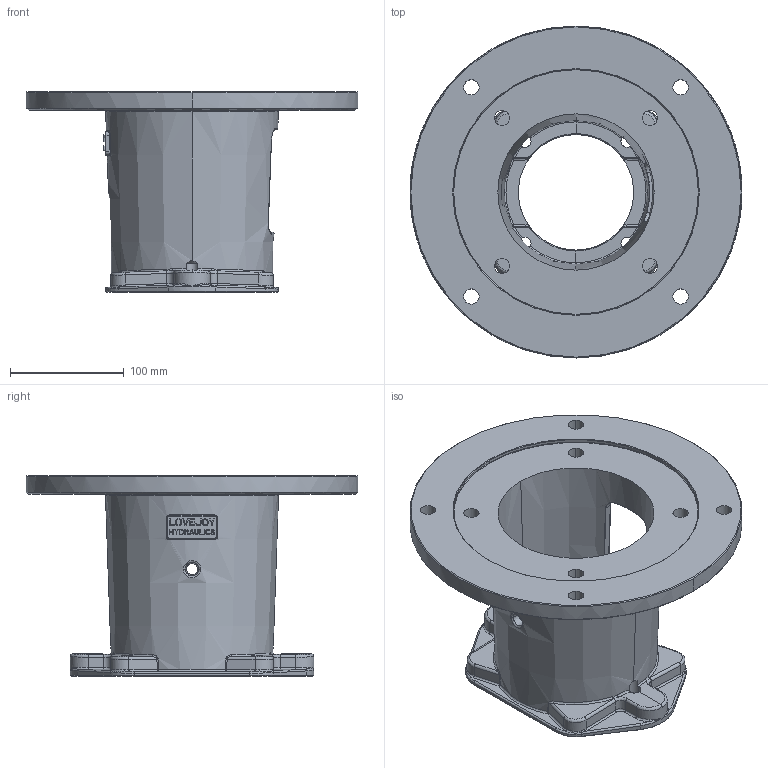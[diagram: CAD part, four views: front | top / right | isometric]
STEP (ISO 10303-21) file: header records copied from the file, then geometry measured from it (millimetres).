
FILE_DESCRIPTION((''),'2;1');
FILE_NAME('84527105228_ASM','2013-04-26T',('ppetruska'),(''),'PRO/ENGINEER BY PARAMETRIC TECHNOLOGY CORPORATION, 2012480','PRO/ENGINEER BY PARAMETRIC TECHNOLOGY CORPORATION, 2012480','');
FILE_SCHEMA(('CONFIG_CONTROL_DESIGN'));
Length unit declared in the file: inch
Products named in the file (3): 84527106042_AF1; 84527106050_AF0_ASM; 84527105228_ASM
Assembly tree (2 placements, depth 3):
  84527105228_ASM
    84527106050_AF0_ASM
      84527106042_AF1
Bounding box: 292.1 x 292.1 x 176.21 mm (x, y, z)
Volume: 1457885.3 mm3; surface area: 295596.2 mm2
Topology: 1 solids, 1 shells, 748 faces, 1963 edges, 1236 vertices
Faces by surface type: plane 442, bspline 137, cylinder 101, cone 40, torus 16, sphere 8, extrusion 4
Entity records: 30288 total; most frequent: CARTESIAN_POINT 12743, ORIENTED_EDGE 3926, DIRECTION 3160, EDGE_CURVE 1963, VECTOR 1320, LINE 1316, VERTEX_POINT 1236, AXIS2_PLACEMENT_3D 920
